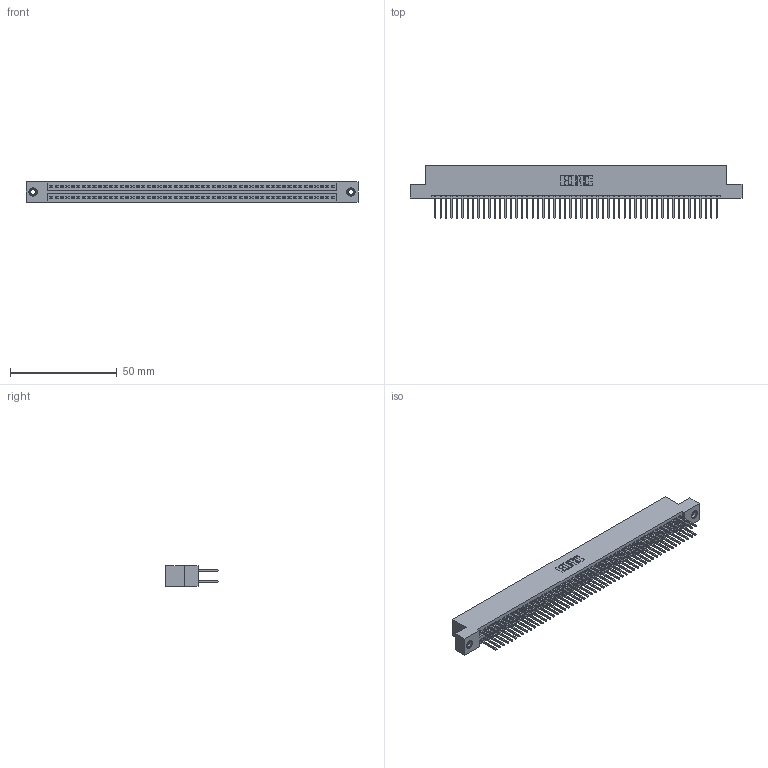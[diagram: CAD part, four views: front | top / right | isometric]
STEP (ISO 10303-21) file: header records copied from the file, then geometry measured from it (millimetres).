
FILE_DESCRIPTION (( 'STEP AP203' ), '1' );
FILE_NAME ('395-106-523-208.STEP', '2019-10-27T04:35:40', ( '' ), ( '' ), 'SwSTEP 2.0', 'SolidWorks 2016', '' );
FILE_SCHEMA (( 'CONFIG_CONTROL_DESIGN' ));
Length unit declared in the file: inch
Products named in the file (4): 345-292-001_345-293-123; 345-250-001_345-250-003-102; 395-106-523-208; 345 Part_Flush Mounting Lugs - 0.156 Dia-TI
Assembly tree (109 placements, depth 2):
  395-106-523-208
    345 Part_Flush Mounting Lugs - 0.156 Dia-TI
    345-292-001_345-293-123  x106
    345-250-001_345-250-003-102  x2
Bounding box: 155.83 x 24.82 x 9.4 mm (x, y, z)
Volume: 15450.3 mm3; surface area: 24039.1 mm2
Topology: 109 solids, 109 shells, 5486 faces, 16271 edges, 10698 vertices
Faces by surface type: plane 3610, cylinder 1860, cone 12, torus 4
Entity records: 41308 total; most frequent: CARTESIAN_POINT 6895, ORIENTED_EDGE 6822, DIRECTION 6093, EDGE_CURVE 3411, VECTOR 3047, LINE 3047, VERTEX_POINT 2268, AXIS2_PLACEMENT_3D 1523
